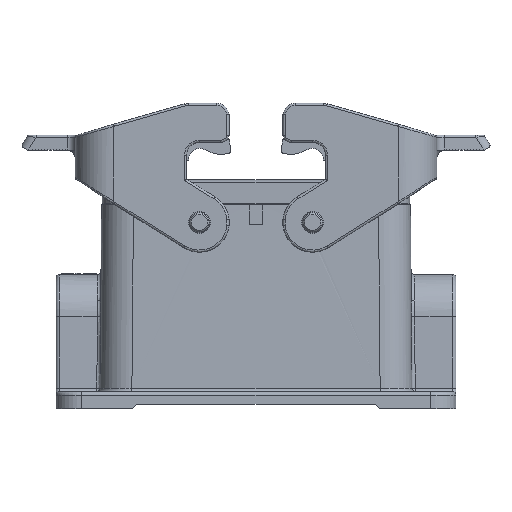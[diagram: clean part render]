
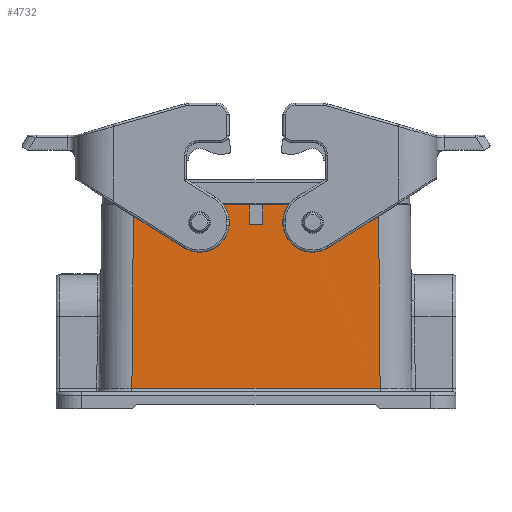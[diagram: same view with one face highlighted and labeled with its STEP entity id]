
A CAD part, front view. The second image highlights one B-rep face of the part: STEP entity #4732.
In plain terms, the highlighted planar face has unit normal (0, -1, 0.007).
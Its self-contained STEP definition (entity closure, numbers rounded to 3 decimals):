
#89=ELLIPSE('',#18043,3.5,3.5);
#90=ELLIPSE('',#18044,3.5,3.5);
#3610=FACE_BOUND('',#6608,.T.);
#3611=FACE_BOUND('',#6609,.T.);
#3612=FACE_BOUND('',#6610,.T.);
#4732=ADVANCED_FACE('',(#3610,#3611,#3612),#5419,.T.);
#5419=PLANE('',#18045);
#6608=EDGE_LOOP('',(#8393,#8394,#8395,#8396));
#6609=EDGE_LOOP('',(#8397,#8398,#8399,#8400));
#6610=EDGE_LOOP('',(#8401,#8402,#8403,#8404,#8405,#8406,#8407,#8408));
#8393=ORIENTED_EDGE('',*,*,#13051,.F.);
#8394=ORIENTED_EDGE('',*,*,#13052,.F.);
#8395=ORIENTED_EDGE('',*,*,#13053,.F.);
#8396=ORIENTED_EDGE('',*,*,#13054,.F.);
#8397=ORIENTED_EDGE('',*,*,#13055,.F.);
#8398=ORIENTED_EDGE('',*,*,#13056,.F.);
#8399=ORIENTED_EDGE('',*,*,#13057,.F.);
#8400=ORIENTED_EDGE('',*,*,#13058,.F.);
#8401=ORIENTED_EDGE('',*,*,#13059,.T.);
#8402=ORIENTED_EDGE('',*,*,#13060,.T.);
#8403=ORIENTED_EDGE('',*,*,#13061,.T.);
#8404=ORIENTED_EDGE('',*,*,#13062,.T.);
#8405=ORIENTED_EDGE('',*,*,#13063,.F.);
#8406=ORIENTED_EDGE('',*,*,#13064,.T.);
#8407=ORIENTED_EDGE('',*,*,#13065,.F.);
#8408=ORIENTED_EDGE('',*,*,#13066,.T.);
#11593=VERTEX_POINT('',#26840);
#11594=VERTEX_POINT('',#26841);
#11595=VERTEX_POINT('',#26843);
#11596=VERTEX_POINT('',#26845);
#11597=VERTEX_POINT('',#26857);
#11598=VERTEX_POINT('',#26858);
#11599=VERTEX_POINT('',#26860);
#11600=VERTEX_POINT('',#26862);
#11601=VERTEX_POINT('',#26865);
#11602=VERTEX_POINT('',#26866);
#11603=VERTEX_POINT('',#26868);
#11604=VERTEX_POINT('',#26870);
#11605=VERTEX_POINT('',#26872);
#11606=VERTEX_POINT('',#26874);
#11607=VERTEX_POINT('',#26876);
#11608=VERTEX_POINT('',#26878);
#13051=EDGE_CURVE('',#11593,#11594,#16971,.T.);
#13052=EDGE_CURVE('',#11595,#11593,#14772,.T.);
#13053=EDGE_CURVE('',#11596,#11595,#89,.T.);
#13054=EDGE_CURVE('',#11594,#11596,#14773,.T.);
#13055=EDGE_CURVE('',#11597,#11598,#16972,.T.);
#13056=EDGE_CURVE('',#11599,#11597,#14774,.T.);
#13057=EDGE_CURVE('',#11600,#11599,#90,.T.);
#13058=EDGE_CURVE('',#11598,#11600,#14775,.T.);
#13059=EDGE_CURVE('',#11601,#11602,#14776,.T.);
#13060=EDGE_CURVE('',#11602,#11603,#14777,.T.);
#13061=EDGE_CURVE('',#11603,#11604,#14778,.T.);
#13062=EDGE_CURVE('',#11604,#11605,#14779,.T.);
#13063=EDGE_CURVE('',#11606,#11605,#14780,.T.);
#13064=EDGE_CURVE('',#11606,#11607,#14781,.T.);
#13065=EDGE_CURVE('',#11608,#11607,#14782,.T.);
#13066=EDGE_CURVE('',#11608,#11601,#14783,.T.);
#14772=LINE('',#26842,#15952);
#14773=LINE('',#26846,#15953);
#14774=LINE('',#26859,#15954);
#14775=LINE('',#26863,#15955);
#14776=LINE('',#26864,#15956);
#14777=LINE('',#26867,#15957);
#14778=LINE('',#26869,#15958);
#14779=LINE('',#26871,#15959);
#14780=LINE('',#26873,#15960);
#14781=LINE('',#26875,#15961);
#14782=LINE('',#26877,#15962);
#14783=LINE('',#26879,#15963);
#15952=VECTOR('',#20023,1.);
#15953=VECTOR('',#20026,1.);
#15954=VECTOR('',#20027,1.);
#15955=VECTOR('',#20030,1.);
#15956=VECTOR('',#20031,1.);
#15957=VECTOR('',#20032,1.);
#15958=VECTOR('',#20033,1.);
#15959=VECTOR('',#20034,1.);
#15960=VECTOR('',#20035,1.);
#15961=VECTOR('',#20036,1.);
#15962=VECTOR('',#20037,1.);
#15963=VECTOR('',#20038,1.);
#16971=B_SPLINE_CURVE_WITH_KNOTS('',3,(#26830,#26831,#26832,#26833,#26834,
#26835,#26836,#26837,#26838,#26839),.UNSPECIFIED.,.F.,.F.,(4,2,2,2,4),(0.,
0.25,0.5,0.75,1.),.UNSPECIFIED.);
#16972=B_SPLINE_CURVE_WITH_KNOTS('',3,(#26847,#26848,#26849,#26850,#26851,
#26852,#26853,#26854,#26855,#26856),.UNSPECIFIED.,.F.,.F.,(4,2,2,2,4),(0.,
0.25,0.5,0.75,1.),.UNSPECIFIED.);
#18043=AXIS2_PLACEMENT_3D('',#26844,#20024,#20025);
#18044=AXIS2_PLACEMENT_3D('',#26861,#20028,#20029);
#18045=AXIS2_PLACEMENT_3D('',#26880,#20039,#20040);
#20023=DIRECTION('',(-1.,0.,0.));
#20024=DIRECTION('',(0.,-1.,0.007));
#20025=DIRECTION('',(0.,-0.007,-1.));
#20026=DIRECTION('',(-1.,0.,0.));
#20027=DIRECTION('',(-1.,0.,0.));
#20028=DIRECTION('',(0.,-1.,0.007));
#20029=DIRECTION('',(0.,-0.007,-1.));
#20030=DIRECTION('',(-1.,0.,0.));
#20031=DIRECTION('',(-0.009,-0.007,-1.));
#20032=DIRECTION('',(1.,0.,0.));
#20033=DIRECTION('',(-0.009,0.007,1.));
#20034=DIRECTION('',(-1.,0.,0.));
#20035=DIRECTION('',(0.,0.007,1.));
#20036=DIRECTION('',(-1.,0.,0.));
#20037=DIRECTION('',(0.,-0.007,-1.));
#20038=DIRECTION('',(-1.,0.,0.));
#20039=DIRECTION('',(0.,-1.,0.007));
#20040=DIRECTION('',(0.,-0.007,-1.));
#26830=CARTESIAN_POINT('',(15.1,-21.531,1.55));
#26831=CARTESIAN_POINT('',(15.1,-21.531,2.047));
#26832=CARTESIAN_POINT('',(14.925,-21.531,2.47));
#26833=CARTESIAN_POINT('',(14.222,-21.531,3.174));
#26834=CARTESIAN_POINT('',(13.798,-21.531,3.35));
#26835=CARTESIAN_POINT('',(12.804,-21.531,3.35));
#26836=CARTESIAN_POINT('',(12.38,-21.531,3.175));
#26837=CARTESIAN_POINT('',(11.676,-21.531,2.473));
#26838=CARTESIAN_POINT('',(11.501,-21.531,2.049));
#26839=CARTESIAN_POINT('',(11.5,-21.531,1.552));
#26840=CARTESIAN_POINT('',(15.1,-21.531,1.55));
#26841=CARTESIAN_POINT('',(11.502,-21.531,1.554));
#26842=CARTESIAN_POINT('',(57.,-21.531,1.55));
#26843=CARTESIAN_POINT('',(16.8,-21.531,1.55));
#26844=CARTESIAN_POINT('',(13.3,-21.531,1.55));
#26845=CARTESIAN_POINT('',(9.8,-21.531,1.55));
#26846=CARTESIAN_POINT('',(57.,-21.531,1.55));
#26847=CARTESIAN_POINT('',(-11.5,-21.531,1.55));
#26848=CARTESIAN_POINT('',(-11.5,-21.531,2.047));
#26849=CARTESIAN_POINT('',(-11.676,-21.531,2.471));
#26850=CARTESIAN_POINT('',(-12.378,-21.531,3.174));
#26851=CARTESIAN_POINT('',(-12.802,-21.531,3.35));
#26852=CARTESIAN_POINT('',(-13.796,-21.531,3.35));
#26853=CARTESIAN_POINT('',(-14.22,-21.531,3.175));
#26854=CARTESIAN_POINT('',(-14.924,-21.531,2.473));
#26855=CARTESIAN_POINT('',(-15.099,-21.531,2.049));
#26856=CARTESIAN_POINT('',(-15.1,-21.531,1.552));
#26857=CARTESIAN_POINT('',(-11.499,-21.531,1.55));
#26858=CARTESIAN_POINT('',(-15.098,-21.531,1.554));
#26859=CARTESIAN_POINT('',(57.,-21.531,1.55));
#26860=CARTESIAN_POINT('',(-9.8,-21.531,1.55));
#26861=CARTESIAN_POINT('',(-13.3,-21.531,1.55));
#26862=CARTESIAN_POINT('',(-16.8,-21.531,1.55));
#26863=CARTESIAN_POINT('',(57.,-21.531,1.55));
#26864=CARTESIAN_POINT('',(-29.169,-21.82,-37.515));
#26865=CARTESIAN_POINT('',(-28.8,-21.5,5.7));
#26866=CARTESIAN_POINT('',(-29.168,-21.819,-37.456));
#26867=CARTESIAN_POINT('',(29.175,-21.819,-37.456));
#26868=CARTESIAN_POINT('',(29.168,-21.819,-37.456));
#26869=CARTESIAN_POINT('',(29.177,-21.827,-38.487));
#26870=CARTESIAN_POINT('',(28.8,-21.5,5.7));
#26871=CARTESIAN_POINT('',(57.,-21.5,5.7));
#26872=CARTESIAN_POINT('',(1.6,-21.5,5.7));
#26873=CARTESIAN_POINT('',(1.6,-21.825,-38.25));
#26874=CARTESIAN_POINT('',(1.6,-21.535,1.));
#26875=CARTESIAN_POINT('',(57.,-21.535,1.));
#26876=CARTESIAN_POINT('',(-1.6,-21.535,1.));
#26877=CARTESIAN_POINT('',(-1.6,-21.825,-38.25));
#26878=CARTESIAN_POINT('',(-1.6,-21.5,5.7));
#26879=CARTESIAN_POINT('',(57.,-21.5,5.7));
#26880=CARTESIAN_POINT('',(57.,-21.825,-38.25));
